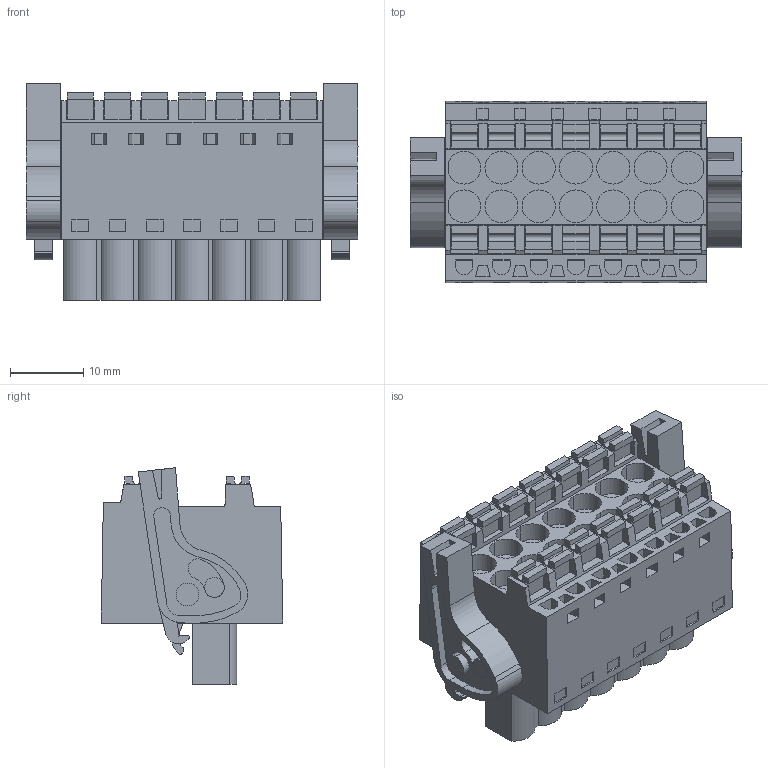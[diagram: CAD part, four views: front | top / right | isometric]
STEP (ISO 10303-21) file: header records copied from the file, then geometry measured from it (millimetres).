
FILE_DESCRIPTION(('CATIA V5 STEP Exchange','CAx-IF Rec.Pracs.--- Model Styling and Organization---1.2---2011-12-15'),'2;1');
FILE_NAME ('D1448092_0_1065190000_1065190000.stp','2017-09-09T12:55:30+00:00',('none'),('Weidmueller'),'CATIA Version 5-6 Release 2014','CATIA V5 STEP AP214','none');
FILE_SCHEMA(('AUTOMOTIVE_DESIGN { 1 0 10303 214 1 1 1 1 }'));
Length unit declared in the file: millimetre
Products named in the file (1): 1065190000
Bounding box: 45.26 x 24.75 x 29.52 mm (x, y, z)
Volume: 16159.1 mm3; surface area: 8848.7 mm2
Topology: 17 solids, 17 shells, 867 faces, 2404 edges, 1638 vertices
Faces by surface type: plane 697, cylinder 160, extrusion 10
Entity records: 25305 total; most frequent: ORIENTED_EDGE 4808, CARTESIAN_POINT 4678, DIRECTION 3235, EDGE_CURVE 2404, VECTOR 2057, LINE 2047, VERTEX_POINT 1638, EDGE_LOOP 966
